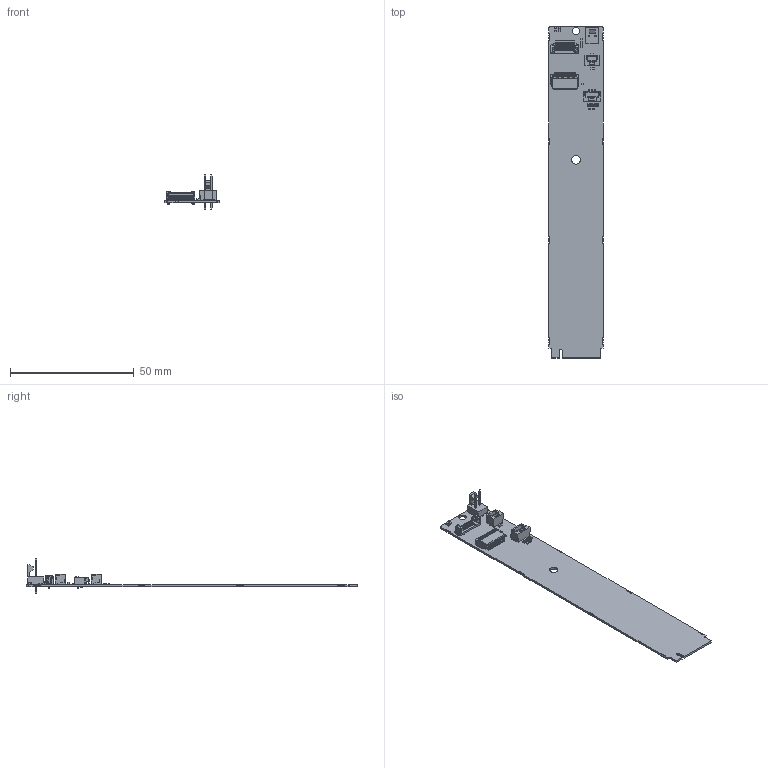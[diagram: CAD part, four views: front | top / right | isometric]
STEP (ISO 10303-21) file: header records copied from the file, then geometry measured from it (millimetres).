
FILE_DESCRIPTION(('Open CASCADE Model'),'2;1');
FILE_NAME('Open CASCADE Shape Model','2021-10-20T13:14:53',('Author'),( 'Open CASCADE'),'Open CASCADE STEP processor 6.8','Open CASCADE 6.8' ,'Unknown');
FILE_SCHEMA(('AUTOMOTIVE_DESIGN { 1 0 10303 214 1 1 1 1 }'));
Length unit declared in the file: millimetre
Products named in the file (43): PCB; Board; Open CASCADE STEP translator 6.8 1.1.1; Open CASCADE STEP translator 6.8 1.1.1.1; L2; 0603_L; L1; R3; User_Library-RES_1005-0402; R2; R1; R6; R5; R4; Q1; 6555928704; Extruded; J5; BM03B-GHS-TBT; J4; BM02B-GHS-TBT; C3; C-0603-H050; C1; C-0603-H100_step; J6; UCC8-010-1-H-S-1-A; _UCC8-010-1-H-S-1-A_t; _UCC8-010-1-H-S-1-A_wt; _UCC8-010-1-H-S-1-A_p; _UCC8-010-1-H-S-1-A_tr; C4; C2; 0402-H050; J2; UEC5-019-1-H-D-RA-1-A; _UEC5-019-1-H-D-RA-1-A_t; _UEC5-019-1-H-D-RA-1-A_p; _UEC5-019-1-H-D-RA-1-A_c; J3 ...
Assembly tree (52 placements, depth 4):
  PCB
    Board
      Open CASCADE STEP translator 6.8 1.1.1
        Open CASCADE STEP translator 6.8 1.1.1.1
    L2
      0603_L
    L1
      0603_L
    R3
      User_Library-RES_1005-0402
    R2
      User_Library-RES_1005-0402
    R1
      User_Library-RES_1005-0402
    R6
      User_Library-RES_1005-0402
    R5
      User_Library-RES_1005-0402
    R4
      User_Library-RES_1005-0402
    Q1
      6555928704
        Extruded
    J5
      BM03B-GHS-TBT
    J4
      BM02B-GHS-TBT
    C3
      C-0603-H050
    C1
      C-0603-H100_step
    J6
      UCC8-010-1-H-S-1-A
        _UCC8-010-1-H-S-1-A_t
        _UCC8-010-1-H-S-1-A_wt  x2
        _UCC8-010-1-H-S-1-A_p
        _UCC8-010-1-H-S-1-A_tr
    C4
      C-0603-H050
    C2
      0402-H050
    J2
      UEC5-019-1-H-D-RA-1-A
        _UEC5-019-1-H-D-RA-1-A_t
        _UEC5-019-1-H-D-RA-1-A_p
        _UEC5-019-1-H-D-RA-1-A_c  x2
    J3
      SW3dPS-Molex_-_2-Pin_Header_with_Lock_(0.100in_pitch)
        SW3dPS-Molex_-_2-Pin_Header_with_Lock_(0.100in_pitch)_Molex_-_Header_
Base_with_Lock_(0.100in_pitch)
        SW3dPS-Molex_-_2-Pin_Header_with_Lock_(0.100in_pitch)_Molex_-_Header_
Pin  x2
Bounding box: 22 x 134 x 14.22 mm (x, y, z)
Volume: 2814.8 mm3; surface area: 7924.5 mm2
Topology: 50 solids, 50 shells, 3731 faces, 10513 edges, 6836 vertices
Faces by surface type: plane 2636, cylinder 860, bspline 180, sphere 54, torus 1
Full cylindrical faces by diameter (mm): 0.15 x1, 0.75 x2, 0.8 x2, 0.89 x2, 0.9 x2, 1 x2, 1.16 x2, 3 x1, 3.5 x1
Entity records: 120823 total; most frequent: CARTESIAN_POINT 19988, ORIENTED_EDGE 17516, DIRECTION 16392, EDGE_CURVE 8758, LINE 7088, VECTOR 7088, VERTEX_POINT 5734, AXIS2_PLACEMENT_3D 4652
